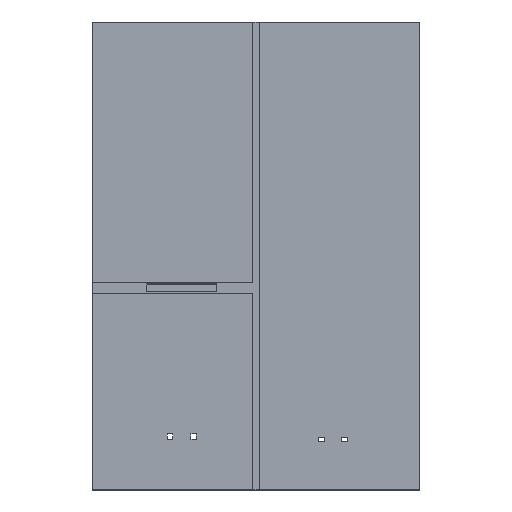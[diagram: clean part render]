
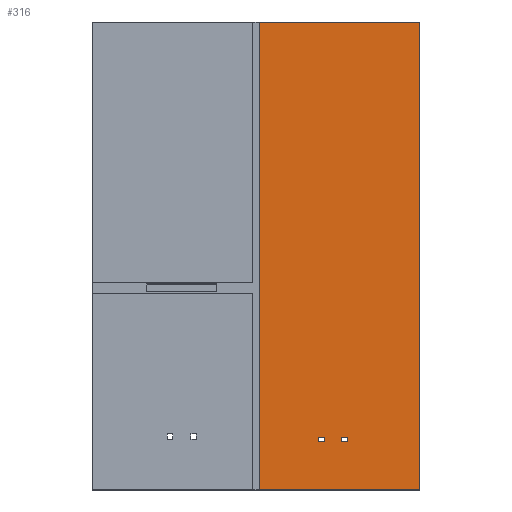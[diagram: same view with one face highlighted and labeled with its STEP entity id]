
A CAD part, top view. The second image highlights one B-rep face of the part: STEP entity #316.
In plain terms, the highlighted planar face has unit normal (0, 0, 1).
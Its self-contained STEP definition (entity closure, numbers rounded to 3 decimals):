
#4 = DIRECTION ( 'NONE',  ( 0., 1., 0. ) ) ;
#8 = EDGE_CURVE ( 'NONE', #351, #769, #294, .T. ) ;
#12 = VECTOR ( 'NONE', #1118, 1000. ) ;
#24 = EDGE_LOOP ( 'NONE', ( #69, #1255, #49, #648 ) ) ;
#31 = CARTESIAN_POINT ( 'NONE',  ( 17.825, 50., 2. ) ) ;
#44 = DIRECTION ( 'NONE',  ( 0., -1., 0. ) ) ;
#49 = ORIENTED_EDGE ( 'NONE', *, *, #942, .F. ) ;
#62 = ORIENTED_EDGE ( 'NONE', *, *, #689, .F. ) ;
#69 = ORIENTED_EDGE ( 'NONE', *, *, #880, .F. ) ;
#71 = DIRECTION ( 'NONE',  ( 0., 0., -1. ) ) ;
#88 = DIRECTION ( 'NONE',  ( -1., 0., 0. ) ) ;
#113 = CARTESIAN_POINT ( 'NONE',  ( 24.825, 5.15, 2. ) ) ;
#150 = VECTOR ( 'NONE', #944, 1000. ) ;
#154 = EDGE_CURVE ( 'NONE', #954, #1039, #565, .T. ) ;
#156 = PLANE ( 'NONE',  #1265 ) ;
#164 = CARTESIAN_POINT ( 'NONE',  ( 17.825, 50., 2. ) ) ;
#182 = LINE ( 'NONE', #309, #1043 ) ;
#230 = CARTESIAN_POINT ( 'NONE',  ( 26.675, 5.6, 2. ) ) ;
#266 = EDGE_LOOP ( 'NONE', ( #1305, #462, #804, #62 ) ) ;
#286 = LINE ( 'NONE', #618, #686 ) ;
#294 = LINE ( 'NONE', #394, #340 ) ;
#297 = VECTOR ( 'NONE', #366, 1000. ) ;
#303 = EDGE_CURVE ( 'NONE', #1055, #335, #1303, .T. ) ;
#308 = CARTESIAN_POINT ( 'NONE',  ( 24.825, 5.6, 2. ) ) ;
#309 = CARTESIAN_POINT ( 'NONE',  ( 35., 0., 2. ) ) ;
#316 = ADVANCED_FACE ( 'NONE', ( #600, #797, #1324 ), #156, .F. ) ;
#326 = CARTESIAN_POINT ( 'NONE',  ( 24.175, 5.15, 2. ) ) ;
#329 = EDGE_CURVE ( 'NONE', #1019, #363, #1098, .T. ) ;
#335 = VERTEX_POINT ( 'NONE', #894 ) ;
#340 = VECTOR ( 'NONE', #508, 1000. ) ;
#344 = EDGE_CURVE ( 'NONE', #1345, #361, #470, .T. ) ;
#351 = VERTEX_POINT ( 'NONE', #1225 ) ;
#361 = VERTEX_POINT ( 'NONE', #477 ) ;
#363 = VERTEX_POINT ( 'NONE', #372 ) ;
#366 = DIRECTION ( 'NONE',  ( -1., 0., 0. ) ) ;
#372 = CARTESIAN_POINT ( 'NONE',  ( 26.675, 5.15, 2. ) ) ;
#376 = DIRECTION ( 'NONE',  ( 1., 0., 0. ) ) ;
#385 = DIRECTION ( 'NONE',  ( 0., 1., 0. ) ) ;
#394 = CARTESIAN_POINT ( 'NONE',  ( 24.825, 5.15, 2. ) ) ;
#423 = ORIENTED_EDGE ( 'NONE', *, *, #490, .T. ) ;
#462 = ORIENTED_EDGE ( 'NONE', *, *, #1219, .F. ) ;
#465 = DIRECTION ( 'NONE',  ( -1., 0., 0. ) ) ;
#470 = LINE ( 'NONE', #1115, #297 ) ;
#477 = CARTESIAN_POINT ( 'NONE',  ( 24.175, 5.6, 2. ) ) ;
#490 = EDGE_CURVE ( 'NONE', #1226, #954, #182, .T. ) ;
#493 = DIRECTION ( 'NONE',  ( 0., 1., 0. ) ) ;
#503 = VECTOR ( 'NONE', #385, 1000. ) ;
#508 = DIRECTION ( 'NONE',  ( 1., 0., 0. ) ) ;
#554 = CARTESIAN_POINT ( 'NONE',  ( 27.325, 5.15, 2. ) ) ;
#565 = LINE ( 'NONE', #952, #653 ) ;
#581 = LINE ( 'NONE', #164, #1288 ) ;
#600 = FACE_BOUND ( 'NONE', #24, .T. ) ;
#607 = LINE ( 'NONE', #1203, #12 ) ;
#618 = CARTESIAN_POINT ( 'NONE',  ( 27.325, 5.15, 2. ) ) ;
#648 = ORIENTED_EDGE ( 'NONE', *, *, #8, .F. ) ;
#653 = VECTOR ( 'NONE', #850, 1000. ) ;
#676 = ORIENTED_EDGE ( 'NONE', *, *, #1121, .T. ) ;
#686 = VECTOR ( 'NONE', #376, 1000. ) ;
#689 = EDGE_CURVE ( 'NONE', #363, #1055, #286, .T. ) ;
#709 = DIRECTION ( 'NONE',  ( 0., 1., 0. ) ) ;
#716 = VECTOR ( 'NONE', #4, 1000. ) ;
#739 = VECTOR ( 'NONE', #44, 1000. ) ;
#769 = VERTEX_POINT ( 'NONE', #1323 ) ;
#793 = VERTEX_POINT ( 'NONE', #1244 ) ;
#797 = FACE_BOUND ( 'NONE', #266, .T. ) ;
#804 = ORIENTED_EDGE ( 'NONE', *, *, #303, .F. ) ;
#825 = VECTOR ( 'NONE', #88, 1000. ) ;
#850 = DIRECTION ( 'NONE',  ( -1., 0., 0. ) ) ;
#880 = EDGE_CURVE ( 'NONE', #361, #351, #1346, .T. ) ;
#894 = CARTESIAN_POINT ( 'NONE',  ( 27.325, 5.6, 2. ) ) ;
#901 = ORIENTED_EDGE ( 'NONE', *, *, #1135, .F. ) ;
#917 = CARTESIAN_POINT ( 'NONE',  ( 35., 0., 2. ) ) ;
#942 = EDGE_CURVE ( 'NONE', #769, #1345, #1047, .T. ) ;
#944 = DIRECTION ( 'NONE',  ( 0., -1., 0. ) ) ;
#952 = CARTESIAN_POINT ( 'NONE',  ( 0., 50., 2. ) ) ;
#954 = VERTEX_POINT ( 'NONE', #1035 ) ;
#986 = CARTESIAN_POINT ( 'NONE',  ( 0., 0., 2. ) ) ;
#991 = CARTESIAN_POINT ( 'NONE',  ( 27.325, 5.6, 2. ) ) ;
#1019 = VERTEX_POINT ( 'NONE', #230 ) ;
#1028 = CARTESIAN_POINT ( 'NONE',  ( 27.325, 5.6, 2. ) ) ;
#1035 = CARTESIAN_POINT ( 'NONE',  ( 35., 50., 2. ) ) ;
#1039 = VERTEX_POINT ( 'NONE', #31 ) ;
#1043 = VECTOR ( 'NONE', #709, 1000. ) ;
#1047 = LINE ( 'NONE', #113, #716 ) ;
#1055 = VERTEX_POINT ( 'NONE', #554 ) ;
#1093 = CARTESIAN_POINT ( 'NONE',  ( 26.675, 5.6, 2. ) ) ;
#1098 = LINE ( 'NONE', #1093, #739 ) ;
#1115 = CARTESIAN_POINT ( 'NONE',  ( 24.825, 5.6, 2. ) ) ;
#1118 = DIRECTION ( 'NONE',  ( 1., 0., 0. ) ) ;
#1121 = EDGE_CURVE ( 'NONE', #793, #1226, #607, .T. ) ;
#1135 = EDGE_CURVE ( 'NONE', #793, #1039, #581, .T. ) ;
#1170 = ORIENTED_EDGE ( 'NONE', *, *, #154, .T. ) ;
#1203 = CARTESIAN_POINT ( 'NONE',  ( 0., 0., 2. ) ) ;
#1219 = EDGE_CURVE ( 'NONE', #335, #1019, #1242, .T. ) ;
#1221 = EDGE_LOOP ( 'NONE', ( #901, #676, #423, #1170 ) ) ;
#1225 = CARTESIAN_POINT ( 'NONE',  ( 24.175, 5.15, 2. ) ) ;
#1226 = VERTEX_POINT ( 'NONE', #917 ) ;
#1242 = LINE ( 'NONE', #1028, #825 ) ;
#1244 = CARTESIAN_POINT ( 'NONE',  ( 17.825, 0., 2. ) ) ;
#1255 = ORIENTED_EDGE ( 'NONE', *, *, #344, .F. ) ;
#1265 = AXIS2_PLACEMENT_3D ( 'NONE', #986, #71, #465 ) ;
#1288 = VECTOR ( 'NONE', #493, 1000. ) ;
#1303 = LINE ( 'NONE', #991, #503 ) ;
#1305 = ORIENTED_EDGE ( 'NONE', *, *, #329, .F. ) ;
#1323 = CARTESIAN_POINT ( 'NONE',  ( 24.825, 5.15, 2. ) ) ;
#1324 = FACE_OUTER_BOUND ( 'NONE', #1221, .T. ) ;
#1345 = VERTEX_POINT ( 'NONE', #308 ) ;
#1346 = LINE ( 'NONE', #326, #150 ) ;
